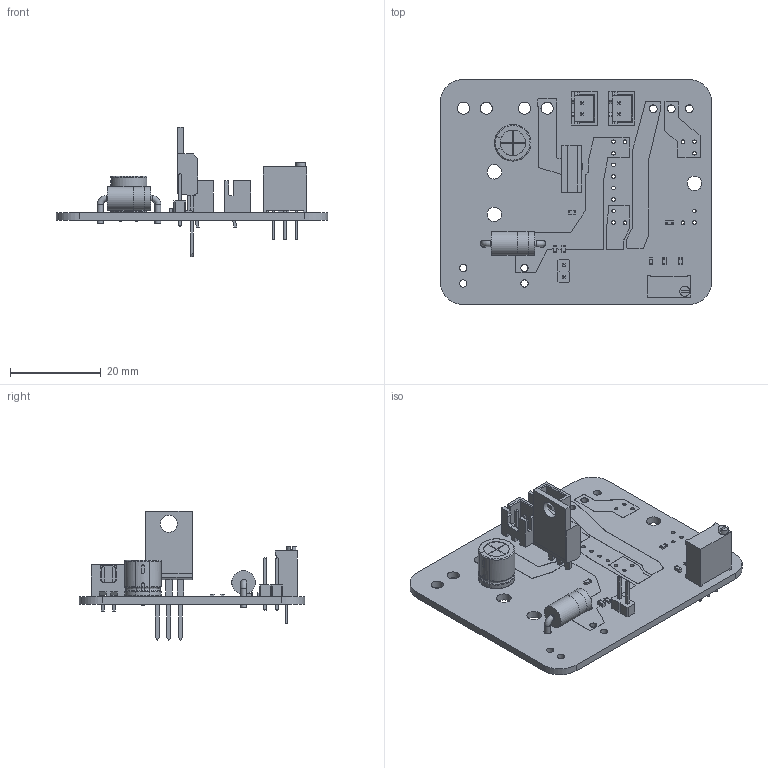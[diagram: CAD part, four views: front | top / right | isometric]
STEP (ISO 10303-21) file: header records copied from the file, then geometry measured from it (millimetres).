
FILE_DESCRIPTION(('KiCad electronic assembly'),'2;1');
FILE_NAME('____.step','2024-09-26T14:42:46',('Pcbnew'),('Kicad'), 'Open CASCADE STEP processor 7.8','KiCad to STEP converter','Unknown' );
FILE_SCHEMA(('AUTOMOTIVE_DESIGN { 1 0 10303 214 1 1 1 1 }'));
Length unit declared in the file: millimetre
Products named in the file (26): ____ 1; CP_Radial_D8.0mm_P3.50mm; CP_Radial_D80mm_P350mm; R_0603_1608Metric; D_DO-201AD_P12.70mm_Horizontal; TO-220-3_Vertical; JST_XH_B2B-XH-A_1x02_P2.50mm_Vertical; JST_B2B_XH_A; C_0603_1608Metric; Potentiometer_Bourns_3296W_Vertical; PinHeader_1x02_P2.54mm_Vertical; PinHeader_1x02_P254mm_Vertical; é»æºåºæ¿_zone_1; é»æºåºæ¿_zone_2; é»æºåºæ¿_zone_3; é»æºåºæ¿_zone_4; é»æºåºæ¿_zone_5; é»æºåºæ¿_zone_6; é»æºåºæ¿_zone_7; é»æºåºæ¿_zone_8; é»æºåºæ¿_PCB
Assembly tree (31 placements, depth 3):
  ____ 1
    CP_Radial_D8.0mm_P3.50mm
      CP_Radial_D80mm_P350mm
    R_0603_1608Metric  x5
      R_0603_1608Metric
    D_DO-201AD_P12.70mm_Horizontal
      D_DO-201AD_P12.70mm_Horizontal
    TO-220-3_Vertical
      TO-220-3_Vertical
    JST_XH_B2B-XH-A_1x02_P2.50mm_Vertical  x2
      JST_B2B_XH_A
    C_0603_1608Metric  x2
      C_0603_1608Metric
    Potentiometer_Bourns_3296W_Vertical
      Potentiometer_Bourns_3296W_Vertical
    PinHeader_1x02_P2.54mm_Vertical
      PinHeader_1x02_P254mm_Vertical
    é»æºåºæ¿_zone_1
    é»æºåºæ¿_zone_2
    é»æºåºæ¿_zone_3
    é»æºåºæ¿_zone_4
    é»æºåºæ¿_zone_5
    é»æºåºæ¿_zone_6
    é»æºåºæ¿_zone_7
    é»æºåºæ¿_zone_8
    é»æºåºæ¿_PCB
Bounding box: 59.69 x 49.53 x 28.52 mm (x, y, z)
Volume: 6458.7 mm3; surface area: 10516.9 mm2
Topology: 23 solids, 24 shells, 1074 faces, 2930 edges, 1931 vertices
Faces by surface type: plane 881, cylinder 175, bspline 8, revolution 6, torus 4
Full cylindrical faces by diameter (mm): 0.5 x2, 0.51 x3, 0.75 x16, 0.8 x21, 1 x6, 1.05 x3, 1.1 x3, 1.3 x4, 1.55 x2, 1.6 x6, 1.65 x3, 1.7 x3, 2.19 x1, 2.65 x2, 2.7 x4, 3.2 x3, 3.735 x1, 5.2 x2, 5.22 x1
Entity records: 30856 total; most frequent: CARTESIAN_POINT 5712, ORIENTED_EDGE 4694, DIRECTION 4343, EDGE_CURVE 2347, LINE 2033, VECTOR 2033, VERTEX_POINT 1551, AXIS2_PLACEMENT_3D 1152
